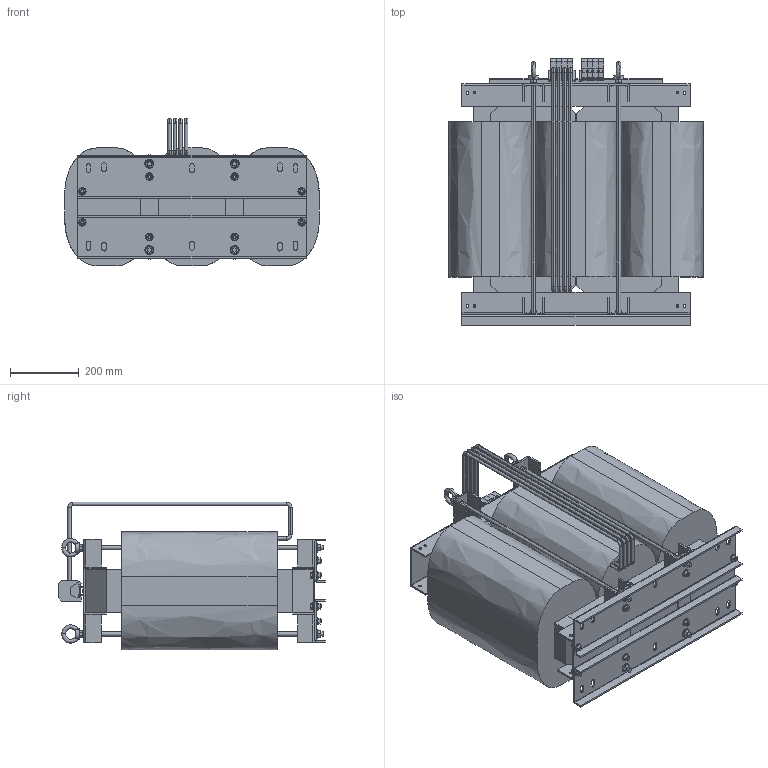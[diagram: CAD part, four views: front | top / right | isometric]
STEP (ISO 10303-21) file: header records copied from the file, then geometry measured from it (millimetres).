
FILE_DESCRIPTION (( 'STEP AP214' ), '1' );
FILE_NAME ('214519.STEP', '2023-03-28T12:15:05', ( '' ), ( '' ), 'SwSTEP 2.0', 'SolidWorks 2018', '' );
FILE_SCHEMA (( 'AUTOMOTIVE_DESIGN' ));
Length unit declared in the file: millimetre
Products named in the file (1): 214519
Bounding box: 737 x 773.05 x 428.2 mm (x, y, z)
Volume: 117414611.4 mm3; surface area: 3232669.6 mm2
Topology: 1 solids, 1 shells, 1483 faces, 3855 edges, 2397 vertices
Faces by surface type: plane 1035, cylinder 300, cone 64, torus 56, bspline 28
Entity records: 48571 total; most frequent: CARTESIAN_POINT 12052, ORIENTED_EDGE 7710, DIRECTION 7331, EDGE_CURVE 3855, VECTOR 2859, LINE 2859, VERTEX_POINT 2397, AXIS2_PLACEMENT_3D 2236
